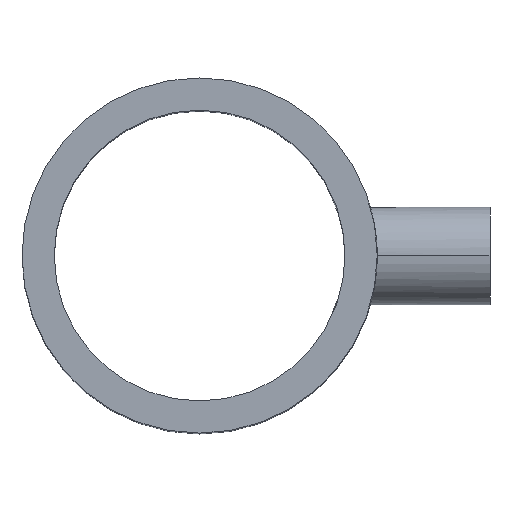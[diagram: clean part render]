
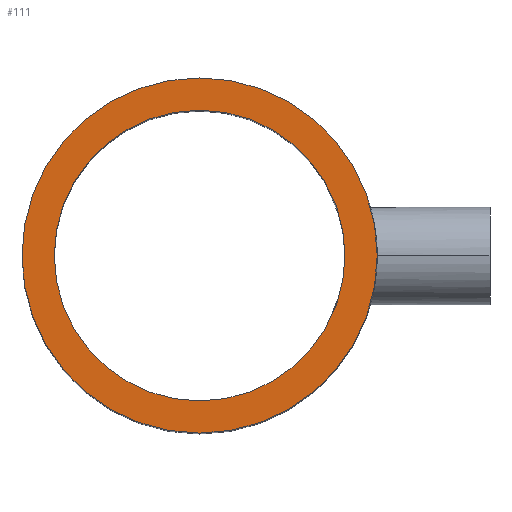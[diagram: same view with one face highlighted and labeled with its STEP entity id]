
A CAD part, top view. The second image highlights one B-rep face of the part: STEP entity #111.
In plain terms, the highlighted planar face has unit normal (0, 0, 1).
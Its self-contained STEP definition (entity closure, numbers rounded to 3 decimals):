
#21 = DIRECTION ( 'NONE',  ( 1., 0., 0. ) ) ;
#27 = VERTEX_POINT ( 'NONE', #580 ) ;
#71 = DIRECTION ( 'NONE',  ( 0., 0., 1. ) ) ;
#72 = ORIENTED_EDGE ( 'NONE', *, *, #604, .T. ) ;
#75 = CARTESIAN_POINT ( 'NONE',  ( 0., 0., 307.5 ) ) ;
#76 = EDGE_CURVE ( 'NONE', #101, #27, #275, .T. ) ;
#92 = AXIS2_PLACEMENT_3D ( 'NONE', #610, #301, #454 ) ;
#101 = VERTEX_POINT ( 'NONE', #456 ) ;
#110 = VERTEX_POINT ( 'NONE', #250 ) ;
#111 = ADVANCED_FACE ( 'NONE', ( #399, #599 ), #452, .T. ) ;
#142 = CIRCLE ( 'NONE', #209, 200. ) ;
#163 = DIRECTION ( 'NONE',  ( 0., 0., 1. ) ) ;
#176 = CARTESIAN_POINT ( 'NONE',  ( 200., 0., 307.5 ) ) ;
#192 = CARTESIAN_POINT ( 'NONE',  ( 0., 0., 307.5 ) ) ;
#209 = AXIS2_PLACEMENT_3D ( 'NONE', #384, #163, #313 ) ;
#226 = EDGE_LOOP ( 'NONE', ( #585, #518 ) ) ;
#233 = CIRCLE ( 'NONE', #92, 200. ) ;
#250 = CARTESIAN_POINT ( 'NONE',  ( -200., 0., 307.5 ) ) ;
#275 = CIRCLE ( 'NONE', #455, 163.7 ) ;
#301 = DIRECTION ( 'NONE',  ( 0., 0., 1. ) ) ;
#313 = DIRECTION ( 'NONE',  ( 1., 0., 0. ) ) ;
#327 = AXIS2_PLACEMENT_3D ( 'NONE', #192, #347, #502 ) ;
#347 = DIRECTION ( 'NONE',  ( 0., 0., 1. ) ) ;
#384 = CARTESIAN_POINT ( 'NONE',  ( 0., 0., 307.5 ) ) ;
#390 = EDGE_CURVE ( 'NONE', #477, #110, #233, .T. ) ;
#399 = FACE_OUTER_BOUND ( 'NONE', #523, .T. ) ;
#436 = AXIS2_PLACEMENT_3D ( 'NONE', #530, #71, #633 ) ;
#452 = PLANE ( 'NONE',  #327 ) ;
#454 = DIRECTION ( 'NONE',  ( 1., 0., 0. ) ) ;
#455 = AXIS2_PLACEMENT_3D ( 'NONE', #75, #527, #21 ) ;
#456 = CARTESIAN_POINT ( 'NONE',  ( -163.7, 0., 307.5 ) ) ;
#461 = EDGE_CURVE ( 'NONE', #27, #101, #660, .T. ) ;
#477 = VERTEX_POINT ( 'NONE', #176 ) ;
#502 = DIRECTION ( 'NONE',  ( 1., 0., 0. ) ) ;
#518 = ORIENTED_EDGE ( 'NONE', *, *, #461, .F. ) ;
#523 = EDGE_LOOP ( 'NONE', ( #72, #631 ) ) ;
#527 = DIRECTION ( 'NONE',  ( 0., 0., 1. ) ) ;
#530 = CARTESIAN_POINT ( 'NONE',  ( 0., 0., 307.5 ) ) ;
#580 = CARTESIAN_POINT ( 'NONE',  ( 163.7, 0., 307.5 ) ) ;
#585 = ORIENTED_EDGE ( 'NONE', *, *, #76, .F. ) ;
#599 = FACE_BOUND ( 'NONE', #226, .T. ) ;
#604 = EDGE_CURVE ( 'NONE', #110, #477, #142, .T. ) ;
#610 = CARTESIAN_POINT ( 'NONE',  ( 0., 0., 307.5 ) ) ;
#631 = ORIENTED_EDGE ( 'NONE', *, *, #390, .T. ) ;
#633 = DIRECTION ( 'NONE',  ( 1., 0., 0. ) ) ;
#660 = CIRCLE ( 'NONE', #436, 163.7 ) ;
